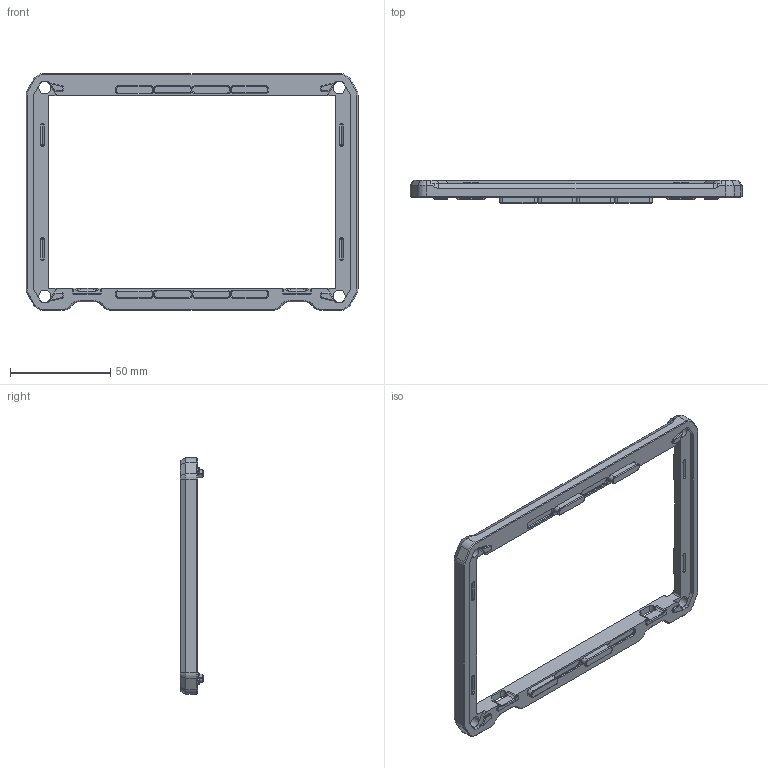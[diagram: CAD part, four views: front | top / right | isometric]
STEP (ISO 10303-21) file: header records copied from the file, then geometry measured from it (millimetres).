
FILE_DESCRIPTION (( 'STEP AP214' ), '1' );
FILE_NAME ('40088-02.STEP', '2023-09-30T19:03:10', ( '' ), ( '' ), 'SwSTEP 2.0', 'SolidWorks 2022', '' );
FILE_SCHEMA (( 'AUTOMOTIVE_DESIGN' ));
Length unit declared in the file: millimetre
Products named in the file (1): 40088-02
Bounding box: 165.62 x 11.5 x 118 mm (x, y, z)
Volume: 36222.9 mm3; surface area: 19959.5 mm2
Topology: 1 solids, 1 shells, 551 faces, 1422 edges, 876 vertices
Faces by surface type: plane 245, cylinder 188, cone 96, torus 20, bspline 2
Entity records: 16788 total; most frequent: CARTESIAN_POINT 3008, DIRECTION 3002, ORIENTED_EDGE 2844, EDGE_CURVE 1422, AXIS2_PLACEMENT_3D 1054, LINE 894, VECTOR 894, VERTEX_POINT 876
